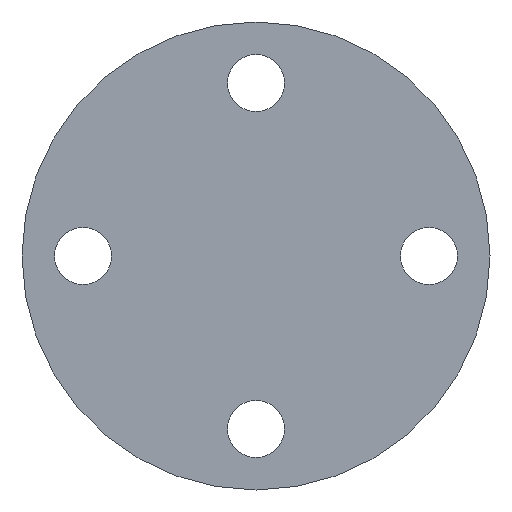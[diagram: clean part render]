
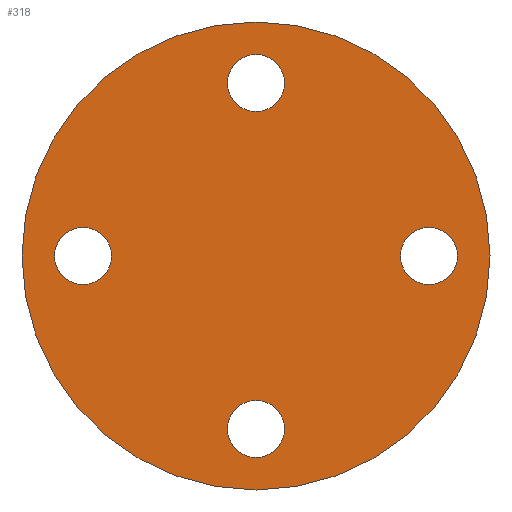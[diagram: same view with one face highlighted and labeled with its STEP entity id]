
A CAD part, front view. The second image highlights one B-rep face of the part: STEP entity #318.
In plain terms, the highlighted planar face has unit normal (0, -1, 0).
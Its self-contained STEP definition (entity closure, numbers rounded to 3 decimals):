
#12 = CARTESIAN_POINT ( 'NONE',  ( 0., 0., 42.5 ) ) ;
#13 = EDGE_CURVE ( 'NONE', #220, #459, #639, .T. ) ;
#17 = FACE_BOUND ( 'NONE', #541, .T. ) ;
#23 = CARTESIAN_POINT ( 'NONE',  ( 42.5, 0., 0. ) ) ;
#24 = DIRECTION ( 'NONE',  ( 0., 1., 0. ) ) ;
#33 = CIRCLE ( 'NONE', #429, 7. ) ;
#35 = EDGE_LOOP ( 'NONE', ( #587, #352 ) ) ;
#50 = DIRECTION ( 'NONE',  ( 0., 1., 0. ) ) ;
#57 = DIRECTION ( 'NONE',  ( -1., 0., 0. ) ) ;
#63 = CARTESIAN_POINT ( 'NONE',  ( 49.5, 0., 0. ) ) ;
#71 = ORIENTED_EDGE ( 'NONE', *, *, #164, .T. ) ;
#74 = DIRECTION ( 'NONE',  ( 0., 1., 0. ) ) ;
#87 = CARTESIAN_POINT ( 'NONE',  ( 0., 0., 42.5 ) ) ;
#98 = AXIS2_PLACEMENT_3D ( 'NONE', #12, #551, #270 ) ;
#100 = AXIS2_PLACEMENT_3D ( 'NONE', #506, #614, #337 ) ;
#108 = ORIENTED_EDGE ( 'NONE', *, *, #359, .T. ) ;
#110 = CARTESIAN_POINT ( 'NONE',  ( 0., 0., 57.5 ) ) ;
#115 = DIRECTION ( 'NONE',  ( 1., 0., 0. ) ) ;
#116 = ORIENTED_EDGE ( 'NONE', *, *, #282, .F. ) ;
#119 = VERTEX_POINT ( 'NONE', #206 ) ;
#132 = FACE_BOUND ( 'NONE', #35, .T. ) ;
#135 = CARTESIAN_POINT ( 'NONE',  ( 0., 0., 0. ) ) ;
#139 = CIRCLE ( 'NONE', #192, 57.5 ) ;
#151 = EDGE_CURVE ( 'NONE', #459, #220, #695, .T. ) ;
#155 = CARTESIAN_POINT ( 'NONE',  ( 42.5, 0., 0. ) ) ;
#157 = ORIENTED_EDGE ( 'NONE', *, *, #13, .T. ) ;
#158 = CIRCLE ( 'NONE', #441, 7. ) ;
#164 = EDGE_CURVE ( 'NONE', #552, #616, #418, .T. ) ;
#192 = AXIS2_PLACEMENT_3D ( 'NONE', #666, #333, #615 ) ;
#193 = CIRCLE ( 'NONE', #470, 7. ) ;
#194 = EDGE_LOOP ( 'NONE', ( #116, #302 ) ) ;
#206 = CARTESIAN_POINT ( 'NONE',  ( 35.5, 0., 0. ) ) ;
#220 = VERTEX_POINT ( 'NONE', #497 ) ;
#233 = FACE_BOUND ( 'NONE', #434, .T. ) ;
#236 = DIRECTION ( 'NONE',  ( 0., 0., 1. ) ) ;
#244 = AXIS2_PLACEMENT_3D ( 'NONE', #87, #74, #297 ) ;
#254 = DIRECTION ( 'NONE',  ( 0., 1., 0. ) ) ;
#265 = EDGE_LOOP ( 'NONE', ( #476, #108 ) ) ;
#270 = DIRECTION ( 'NONE',  ( 0., 0., -1. ) ) ;
#277 = DIRECTION ( 'NONE',  ( -1., 0., 0. ) ) ;
#282 = EDGE_CURVE ( 'NONE', #395, #495, #139, .T. ) ;
#290 = FACE_OUTER_BOUND ( 'NONE', #194, .T. ) ;
#293 = CARTESIAN_POINT ( 'NONE',  ( 0., 0., -42.5 ) ) ;
#296 = DIRECTION ( 'NONE',  ( 0., 0., 1. ) ) ;
#297 = DIRECTION ( 'NONE',  ( 0., 0., -1. ) ) ;
#302 = ORIENTED_EDGE ( 'NONE', *, *, #643, .F. ) ;
#318 = ADVANCED_FACE ( 'NONE', ( #17, #233, #132, #679, #290 ), #404, .F. ) ;
#326 = CARTESIAN_POINT ( 'NONE',  ( 0., 0., -35.5 ) ) ;
#333 = DIRECTION ( 'NONE',  ( 0., 1., 0. ) ) ;
#337 = DIRECTION ( 'NONE',  ( 0., 0., 1. ) ) ;
#351 = DIRECTION ( 'NONE',  ( 0., 0., 1. ) ) ;
#352 = ORIENTED_EDGE ( 'NONE', *, *, #567, .T. ) ;
#359 = EDGE_CURVE ( 'NONE', #549, #511, #158, .T. ) ;
#362 = CARTESIAN_POINT ( 'NONE',  ( 0., 0., -57.5 ) ) ;
#367 = AXIS2_PLACEMENT_3D ( 'NONE', #135, #254, #296 ) ;
#377 = DIRECTION ( 'NONE',  ( 0., 1., 0. ) ) ;
#384 = CIRCLE ( 'NONE', #443, 7. ) ;
#385 = DIRECTION ( 'NONE',  ( 0., 1., 0. ) ) ;
#386 = CARTESIAN_POINT ( 'NONE',  ( -42.5, 0., 0. ) ) ;
#395 = VERTEX_POINT ( 'NONE', #362 ) ;
#404 = PLANE ( 'NONE',  #367 ) ;
#407 = CIRCLE ( 'NONE', #100, 57.5 ) ;
#418 = CIRCLE ( 'NONE', #468, 7. ) ;
#429 = AXIS2_PLACEMENT_3D ( 'NONE', #513, #24, #236 ) ;
#434 = EDGE_LOOP ( 'NONE', ( #561, #157 ) ) ;
#435 = CARTESIAN_POINT ( 'NONE',  ( -49.5, 0., 0. ) ) ;
#437 = EDGE_CURVE ( 'NONE', #511, #549, #33, .T. ) ;
#441 = AXIS2_PLACEMENT_3D ( 'NONE', #293, #630, #351 ) ;
#443 = AXIS2_PLACEMENT_3D ( 'NONE', #23, #385, #277 ) ;
#454 = ORIENTED_EDGE ( 'NONE', *, *, #545, .T. ) ;
#459 = VERTEX_POINT ( 'NONE', #483 ) ;
#468 = AXIS2_PLACEMENT_3D ( 'NONE', #386, #502, #115 ) ;
#470 = AXIS2_PLACEMENT_3D ( 'NONE', #155, #377, #57 ) ;
#476 = ORIENTED_EDGE ( 'NONE', *, *, #437, .T. ) ;
#479 = AXIS2_PLACEMENT_3D ( 'NONE', #542, #50, #709 ) ;
#483 = CARTESIAN_POINT ( 'NONE',  ( 0., 0., 35.5 ) ) ;
#487 = CARTESIAN_POINT ( 'NONE',  ( 0., 0., -49.5 ) ) ;
#495 = VERTEX_POINT ( 'NONE', #110 ) ;
#497 = CARTESIAN_POINT ( 'NONE',  ( 0., 0., 49.5 ) ) ;
#502 = DIRECTION ( 'NONE',  ( 0., 1., 0. ) ) ;
#506 = CARTESIAN_POINT ( 'NONE',  ( 0., 0., 0. ) ) ;
#511 = VERTEX_POINT ( 'NONE', #326 ) ;
#513 = CARTESIAN_POINT ( 'NONE',  ( 0., 0., -42.5 ) ) ;
#535 = CIRCLE ( 'NONE', #479, 7. ) ;
#541 = EDGE_LOOP ( 'NONE', ( #454, #71 ) ) ;
#542 = CARTESIAN_POINT ( 'NONE',  ( -42.5, 0., 0. ) ) ;
#545 = EDGE_CURVE ( 'NONE', #616, #552, #535, .T. ) ;
#549 = VERTEX_POINT ( 'NONE', #487 ) ;
#551 = DIRECTION ( 'NONE',  ( 0., 1., 0. ) ) ;
#552 = VERTEX_POINT ( 'NONE', #435 ) ;
#553 = CARTESIAN_POINT ( 'NONE',  ( -35.5, 0., 0. ) ) ;
#561 = ORIENTED_EDGE ( 'NONE', *, *, #151, .T. ) ;
#567 = EDGE_CURVE ( 'NONE', #690, #119, #193, .T. ) ;
#587 = ORIENTED_EDGE ( 'NONE', *, *, #624, .T. ) ;
#614 = DIRECTION ( 'NONE',  ( 0., 1., 0. ) ) ;
#615 = DIRECTION ( 'NONE',  ( 0., 0., 1. ) ) ;
#616 = VERTEX_POINT ( 'NONE', #553 ) ;
#624 = EDGE_CURVE ( 'NONE', #119, #690, #384, .T. ) ;
#630 = DIRECTION ( 'NONE',  ( 0., 1., 0. ) ) ;
#639 = CIRCLE ( 'NONE', #244, 7. ) ;
#643 = EDGE_CURVE ( 'NONE', #495, #395, #407, .T. ) ;
#666 = CARTESIAN_POINT ( 'NONE',  ( 0., 0., 0. ) ) ;
#679 = FACE_BOUND ( 'NONE', #265, .T. ) ;
#690 = VERTEX_POINT ( 'NONE', #63 ) ;
#695 = CIRCLE ( 'NONE', #98, 7. ) ;
#709 = DIRECTION ( 'NONE',  ( 1., 0., 0. ) ) ;
